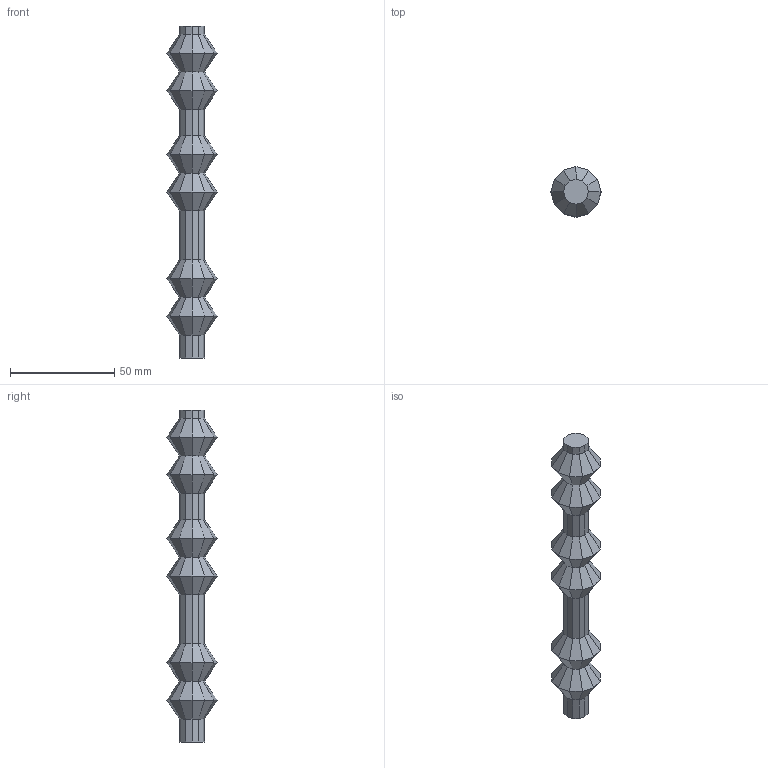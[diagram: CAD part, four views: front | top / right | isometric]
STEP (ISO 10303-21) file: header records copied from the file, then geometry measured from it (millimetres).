
FILE_DESCRIPTION(/* description */ (''),/* implementation_level */ '2;1');
FILE_NAME(/* name */ 'Finger.stp',/* time_stamp */ '2024-07-11T10:39:07+09:00',/* author */ ('ojs08'),/* organization */ (''),/* preprocessor_version */ 'ST-DEVELOPER v19',/* originating_system */ 'Autodesk Inventor 2023',/* authorisation */ '');
FILE_SCHEMA (('AUTOMOTIVE_DESIGN { 1 0 10303 214 3 1 1 }'));
Length unit declared in the file: millimetre
Products named in the file (1): Finger
Bounding box: 24 x 24 x 159 mm (x, y, z)
Volume: 11653.5 mm3; surface area: 16436.4 mm2
Topology: 1 solids, 1 shells, 377 faces, 771 edges, 398 vertices
Faces by surface type: plane 376, cylinder 1
Full cylindrical faces by diameter (mm): 4.5 x1
Entity records: 9266 total; most frequent: CARTESIAN_POINT 1547, ORIENTED_EDGE 1542, DIRECTION 1529, EDGE_CURVE 771, LINE 769, VECTOR 769, VERTEX_POINT 398, AXIS2_PLACEMENT_3D 380
